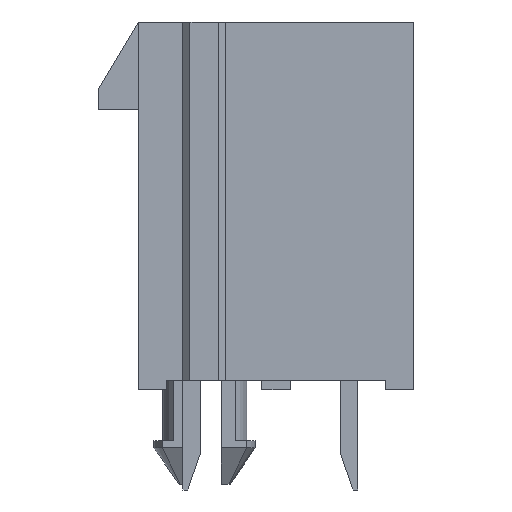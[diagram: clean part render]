
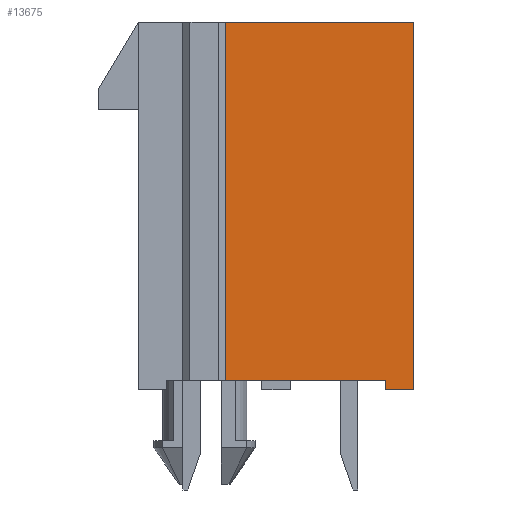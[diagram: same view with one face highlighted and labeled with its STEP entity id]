
A CAD part, left-side view. The second image highlights one B-rep face of the part: STEP entity #13675.
In plain terms, the highlighted planar face has unit normal (-1, 0, 0).
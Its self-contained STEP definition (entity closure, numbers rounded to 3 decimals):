
#234=DIRECTION('',(0.,-1.,0.));
#235=VECTOR('',#234,6.55);
#236=CARTESIAN_POINT('',(-25.8,1.75,0.));
#237=LINE('',#236,#235);
#978=DIRECTION('',(0.,0.,-1.));
#979=VECTOR('',#978,12.8);
#980=CARTESIAN_POINT('',(-25.8,-4.8,0.));
#981=LINE('',#980,#979);
#1478=DIRECTION('',(0.,-1.,0.));
#1479=VECTOR('',#1478,1.);
#1480=CARTESIAN_POINT('',(-25.8,-3.8,-12.8));
#1481=LINE('',#1480,#1479);
#3504=DIRECTION('',(0.,0.,-1.));
#3505=VECTOR('',#3504,12.47);
#3506=CARTESIAN_POINT('',(-25.8,1.75,0.));
#3507=LINE('',#3506,#3505);
#3508=DIRECTION('',(0.,0.,1.));
#3509=VECTOR('',#3508,0.33);
#3510=CARTESIAN_POINT('',(-25.8,-3.8,-12.8));
#3511=LINE('',#3510,#3509);
#3512=DIRECTION('',(0.,-1.,0.));
#3513=VECTOR('',#3512,5.55);
#3514=CARTESIAN_POINT('',(-25.8,1.75,-12.47));
#3515=LINE('',#3514,#3513);
#7076=CARTESIAN_POINT('',(-25.8,-4.8,0.));
#7078=VERTEX_POINT('',#7076);
#7084=CARTESIAN_POINT('',(-25.8,-4.8,-12.8));
#7085=VERTEX_POINT('',#7084);
#7096=CARTESIAN_POINT('',(-25.8,-3.8,-12.8));
#7097=CARTESIAN_POINT('',(-25.8,-3.8,-12.47));
#7098=VERTEX_POINT('',#7096);
#7099=VERTEX_POINT('',#7097);
#7118=CARTESIAN_POINT('',(-25.8,1.75,0.));
#7119=CARTESIAN_POINT('',(-25.8,1.75,-12.47));
#7120=VERTEX_POINT('',#7118);
#7121=VERTEX_POINT('',#7119);
#13661=CARTESIAN_POINT('',(-25.8,4.8,0.));
#13662=DIRECTION('',(-1.,0.,0.));
#13663=DIRECTION('',(0.,-1.,0.));
#13664=AXIS2_PLACEMENT_3D('',#13661,#13662,#13663);
#13665=PLANE('',#13664);
#13667=ORIENTED_EDGE('',*,*,#13666,.F.);
#13668=ORIENTED_EDGE('',*,*,#9450,.T.);
#13669=ORIENTED_EDGE('',*,*,#9956,.T.);
#13670=ORIENTED_EDGE('',*,*,#10408,.F.);
#13671=ORIENTED_EDGE('',*,*,#10732,.T.);
#13672=ORIENTED_EDGE('',*,*,#11122,.F.);
#13673=EDGE_LOOP('',(#13667,#13668,#13669,#13670,#13671,#13672));
#13674=FACE_OUTER_BOUND('',#13673,.F.);
#13675=ADVANCED_FACE('',(#13674),#13665,.T.);
#9450=EDGE_CURVE('',#7120,#7078,#237,.T.);
#9956=EDGE_CURVE('',#7078,#7085,#981,.T.);
#10408=EDGE_CURVE('',#7098,#7085,#1481,.T.);
#10732=EDGE_CURVE('',#7098,#7099,#3511,.T.);
#11122=EDGE_CURVE('',#7121,#7099,#3515,.T.);
#13666=EDGE_CURVE('',#7120,#7121,#3507,.T.);
